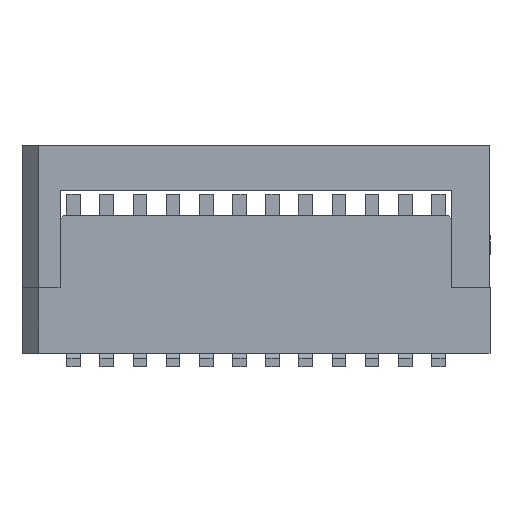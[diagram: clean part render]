
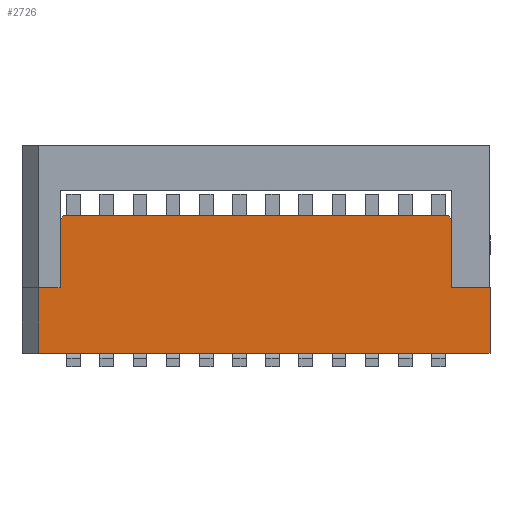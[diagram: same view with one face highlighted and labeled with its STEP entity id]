
A CAD part, front view. The second image highlights one B-rep face of the part: STEP entity #2726.
In plain terms, the highlighted planar face has unit normal (0, -1, 0).
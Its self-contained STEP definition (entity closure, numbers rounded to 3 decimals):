
#2726 = ADVANCED_FACE( '', ( #5122 ), #5123, .T. );
#5122 = FACE_OUTER_BOUND( '', #7646, .T. );
#5123 = PLANE( '', #7647 );
#7646 = EDGE_LOOP( '', ( #13052, #13053, #13054, #13055, #13056, #13057, #13058, #13059, #13060, #13061 ) );
#7647 = AXIS2_PLACEMENT_3D( '', #13062, #13063, #13064 );
#13052 = ORIENTED_EDGE( '', *, *, #18551, .F. );
#13053 = ORIENTED_EDGE( '', *, *, #16992, .T. );
#13054 = ORIENTED_EDGE( '', *, *, #18552, .T. );
#13055 = ORIENTED_EDGE( '', *, *, #17824, .T. );
#13056 = ORIENTED_EDGE( '', *, *, #18553, .T. );
#13057 = ORIENTED_EDGE( '', *, *, #18554, .T. );
#13058 = ORIENTED_EDGE( '', *, *, #18555, .T. );
#13059 = ORIENTED_EDGE( '', *, *, #17976, .T. );
#13060 = ORIENTED_EDGE( '', *, *, #18556, .T. );
#13061 = ORIENTED_EDGE( '', *, *, #18398, .F. );
#13062 = CARTESIAN_POINT( '', ( 0., -6.75, 0. ) );
#13063 = DIRECTION( '', ( 0., -1., 0. ) );
#13064 = DIRECTION( '', ( 0., 0., -1. ) );
#16992 = EDGE_CURVE( '', #20363, #20367, #20369, .T. );
#17824 = EDGE_CURVE( '', #21703, #21701, #21704, .T. );
#17976 = EDGE_CURVE( '', #21934, #21932, #21935, .T. );
#18398 = EDGE_CURVE( '', #22533, #22534, #22535, .T. );
#18551 = EDGE_CURVE( '', #20363, #22533, #22740, .T. );
#18552 = EDGE_CURVE( '', #20367, #21703, #22741, .T. );
#18553 = EDGE_CURVE( '', #21701, #22742, #22743, .T. );
#18554 = EDGE_CURVE( '', #22742, #22744, #22745, .T. );
#18555 = EDGE_CURVE( '', #22744, #21934, #22746, .T. );
#18556 = EDGE_CURVE( '', #21932, #22534, #22747, .F. );
#20363 = VERTEX_POINT( '', #25224 );
#20367 = VERTEX_POINT( '', #25230 );
#20369 = LINE( '', #25233, #25234 );
#21701 = VERTEX_POINT( '', #27307 );
#21703 = VERTEX_POINT( '', #27310 );
#21704 = LINE( '', #27311, #27312 );
#21932 = VERTEX_POINT( '', #27642 );
#21934 = VERTEX_POINT( '', #27645 );
#21935 = LINE( '', #27646, #27647 );
#22533 = VERTEX_POINT( '', #28538 );
#22534 = VERTEX_POINT( '', #28539 );
#22535 = LINE( '', #28540, #28541 );
#22740 = LINE( '', #28845, #28846 );
#22741 = LINE( '', #28847, #28848 );
#22742 = VERTEX_POINT( '', #28849 );
#22743 = LINE( '', #28850, #28851 );
#22744 = VERTEX_POINT( '', #28852 );
#22745 = LINE( '', #28853, #28854 );
#22746 = LINE( '', #28855, #28856 );
#22747 = LINE( '', #28857, #28858 );
#25224 = CARTESIAN_POINT( '', ( -6.485, -6.75, 1.95 ) );
#25230 = CARTESIAN_POINT( '', ( -6.485, -6.75, 0. ) );
#25233 = CARTESIAN_POINT( '', ( -6.485, -6.75, 0. ) );
#25234 = VECTOR( '', #30877, 1000. );
#27307 = CARTESIAN_POINT( '', ( 6.985, -6.75, 1.95 ) );
#27310 = CARTESIAN_POINT( '', ( 6.985, -6.75, 0. ) );
#27311 = CARTESIAN_POINT( '', ( 6.985, -6.75, 0. ) );
#27312 = VECTOR( '', #31666, 1000. );
#27642 = CARTESIAN_POINT( '', ( -5.75, -6.75, 4.1 ) );
#27645 = CARTESIAN_POINT( '', ( 5.75, -6.75, 4.1 ) );
#27646 = CARTESIAN_POINT( '', ( 6.985, -6.75, 4.1 ) );
#27647 = VECTOR( '', #31827, 1000. );
#28538 = CARTESIAN_POINT( '', ( -5.85, -6.75, 1.95 ) );
#28539 = CARTESIAN_POINT( '', ( -5.85, -6.75, 4. ) );
#28540 = CARTESIAN_POINT( '', ( -5.85, -6.75, 1.95 ) );
#28541 = VECTOR( '', #32216, 1000. );
#28845 = CARTESIAN_POINT( '', ( -6.985, -6.75, 1.95 ) );
#28846 = VECTOR( '', #32350, 1000. );
#28847 = CARTESIAN_POINT( '', ( -6.985, -6.75, 0. ) );
#28848 = VECTOR( '', #32351, 1000. );
#28849 = CARTESIAN_POINT( '', ( 5.85, -6.75, 1.95 ) );
#28850 = CARTESIAN_POINT( '', ( 6.985, -6.75, 1.95 ) );
#28851 = VECTOR( '', #32352, 1000. );
#28852 = CARTESIAN_POINT( '', ( 5.85, -6.75, 4. ) );
#28853 = CARTESIAN_POINT( '', ( 5.85, -6.75, 1.95 ) );
#28854 = VECTOR( '', #32353, 1000. );
#28855 = CARTESIAN_POINT( '', ( 4.925, -6.75, 4.925 ) );
#28856 = VECTOR( '', #32354, 1000. );
#28857 = CARTESIAN_POINT( '', ( -4.925, -6.75, 4.925 ) );
#28858 = VECTOR( '', #32355, 1000. );
#30877 = DIRECTION( '', ( 0., 0., -1. ) );
#31666 = DIRECTION( '', ( 0., 0., 1. ) );
#31827 = DIRECTION( '', ( -1., 0., 0. ) );
#32216 = DIRECTION( '', ( 0., 0., 1. ) );
#32350 = DIRECTION( '', ( 1., 0., 0. ) );
#32351 = DIRECTION( '', ( 1., 0., 0. ) );
#32352 = DIRECTION( '', ( -1., 0., 0. ) );
#32353 = DIRECTION( '', ( 0., 0., 1. ) );
#32354 = DIRECTION( '', ( -0.707, 0., 0.707 ) );
#32355 = DIRECTION( '', ( 0.707, 0., 0.707 ) );
